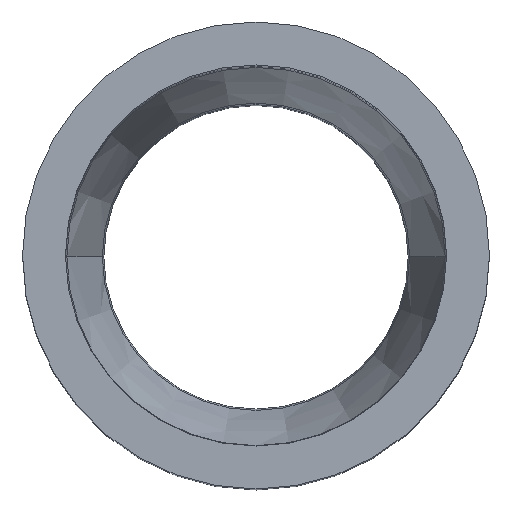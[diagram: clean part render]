
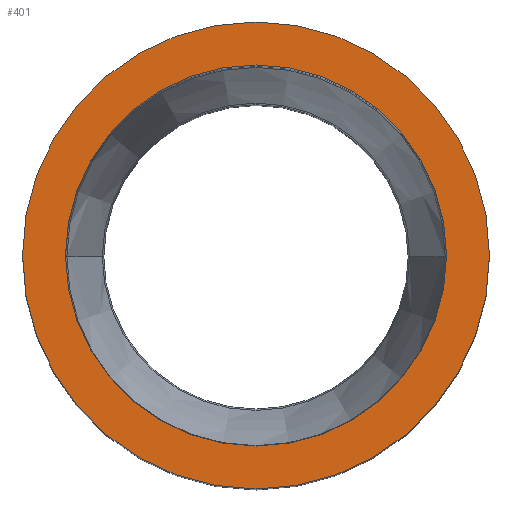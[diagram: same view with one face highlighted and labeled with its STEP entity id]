
A CAD part, top view. The second image highlights one B-rep face of the part: STEP entity #401.
In plain terms, the highlighted planar face has unit normal (0, 0, 1).
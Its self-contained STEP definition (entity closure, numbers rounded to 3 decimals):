
#17 = CARTESIAN_POINT ( 'NONE',  ( -20.4, 0., 71.2 ) ) ;
#37 = DIRECTION ( 'NONE',  ( -1., 0., 0. ) ) ;
#57 = CARTESIAN_POINT ( 'NONE',  ( 0., 0., 71.2 ) ) ;
#67 = AXIS2_PLACEMENT_3D ( 'NONE', #297, #433, #344 ) ;
#82 = AXIS2_PLACEMENT_3D ( 'NONE', #388, #237, #136 ) ;
#119 = FACE_OUTER_BOUND ( 'NONE', #220, .T. ) ;
#136 = DIRECTION ( 'NONE',  ( -1., 0., 0. ) ) ;
#155 = DIRECTION ( 'NONE',  ( 0., 0., -1. ) ) ;
#159 = CARTESIAN_POINT ( 'NONE',  ( 25., 0., 71.2 ) ) ;
#179 = VERTEX_POINT ( 'NONE', #618 ) ;
#202 = EDGE_CURVE ( 'NONE', #458, #179, #294, .T. ) ;
#209 = AXIS2_PLACEMENT_3D ( 'NONE', #248, #591, #37 ) ;
#220 = EDGE_LOOP ( 'NONE', ( #466, #522 ) ) ;
#235 = PLANE ( 'NONE',  #403 ) ;
#237 = DIRECTION ( 'NONE',  ( 0., 0., -1. ) ) ;
#248 = CARTESIAN_POINT ( 'NONE',  ( 0., 0., 71.2 ) ) ;
#249 = ORIENTED_EDGE ( 'NONE', *, *, #202, .T. ) ;
#273 = CIRCLE ( 'NONE', #67, 25. ) ;
#282 = DIRECTION ( 'NONE',  ( 1., 0., 0. ) ) ;
#294 = CIRCLE ( 'NONE', #314, 20.4 ) ;
#297 = CARTESIAN_POINT ( 'NONE',  ( 0., 0., 71.2 ) ) ;
#314 = AXIS2_PLACEMENT_3D ( 'NONE', #57, #155, #621 ) ;
#333 = CARTESIAN_POINT ( 'NONE',  ( -20.4, 0., 71.2 ) ) ;
#344 = DIRECTION ( 'NONE',  ( -1., 0., 0. ) ) ;
#381 = ORIENTED_EDGE ( 'NONE', *, *, #551, .T. ) ;
#385 = VERTEX_POINT ( 'NONE', #529 ) ;
#388 = CARTESIAN_POINT ( 'NONE',  ( 0., 0., 71.2 ) ) ;
#401 = ADVANCED_FACE ( 'NONE', ( #578, #119 ), #235, .T. ) ;
#403 = AXIS2_PLACEMENT_3D ( 'NONE', #333, #537, #282 ) ;
#433 = DIRECTION ( 'NONE',  ( 0., 0., -1. ) ) ;
#458 = VERTEX_POINT ( 'NONE', #17 ) ;
#466 = ORIENTED_EDGE ( 'NONE', *, *, #613, .F. ) ;
#481 = EDGE_CURVE ( 'NONE', #633, #385, #273, .T. ) ;
#490 = CIRCLE ( 'NONE', #209, 20.4 ) ;
#515 = CIRCLE ( 'NONE', #82, 25. ) ;
#522 = ORIENTED_EDGE ( 'NONE', *, *, #481, .F. ) ;
#529 = CARTESIAN_POINT ( 'NONE',  ( -25., 0., 71.2 ) ) ;
#537 = DIRECTION ( 'NONE',  ( 0., 0., 1. ) ) ;
#551 = EDGE_CURVE ( 'NONE', #179, #458, #490, .T. ) ;
#574 = EDGE_LOOP ( 'NONE', ( #249, #381 ) ) ;
#578 = FACE_BOUND ( 'NONE', #574, .T. ) ;
#591 = DIRECTION ( 'NONE',  ( 0., 0., -1. ) ) ;
#613 = EDGE_CURVE ( 'NONE', #385, #633, #515, .T. ) ;
#618 = CARTESIAN_POINT ( 'NONE',  ( 20.4, 0., 71.2 ) ) ;
#621 = DIRECTION ( 'NONE',  ( -1., 0., 0. ) ) ;
#633 = VERTEX_POINT ( 'NONE', #159 ) ;
